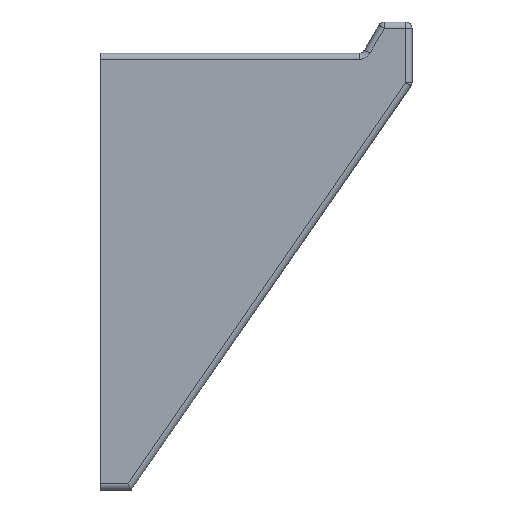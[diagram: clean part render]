
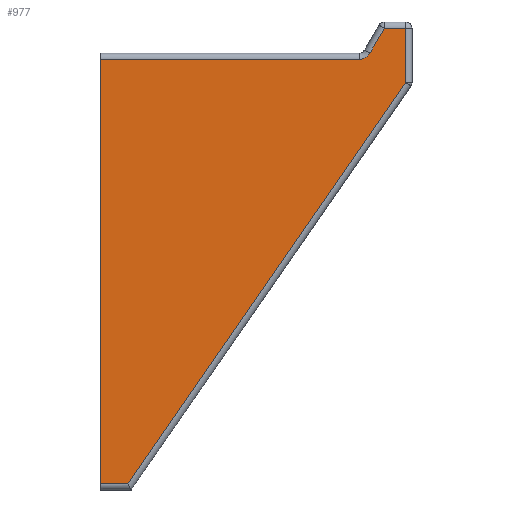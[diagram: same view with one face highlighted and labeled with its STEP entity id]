
A CAD part, front view. The second image highlights one B-rep face of the part: STEP entity #977.
In plain terms, the highlighted planar face has unit normal (0, -1, 0).
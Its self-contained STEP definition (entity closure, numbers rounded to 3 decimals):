
#94 = PLANE('',#95);
#95 = AXIS2_PLACEMENT_3D('',#96,#97,#98);
#96 = CARTESIAN_POINT('',(0.,0.,-70.));
#97 = DIRECTION('',(-1.,0.,0.));
#98 = DIRECTION('',(0.,0.,1.));
#200 = VERTEX_POINT('',#201);
#201 = CARTESIAN_POINT('',(0.,-70.,-69.));
#216 = CYLINDRICAL_SURFACE('',#217,1.);
#217 = AXIS2_PLACEMENT_3D('',#218,#219,#220);
#218 = CARTESIAN_POINT('',(5.,-69.,-69.));
#219 = DIRECTION('',(-1.,0.,0.));
#220 = DIRECTION('',(0.,0.,-1.));
#228 = EDGE_CURVE('',#200,#229,#231,.T.);
#229 = VERTEX_POINT('',#230);
#230 = CARTESIAN_POINT('',(0.,-70.,-1.));
#231 = SURFACE_CURVE('',#232,(#236,#243),.PCURVE_S1.);
#232 = LINE('',#233,#234);
#233 = CARTESIAN_POINT('',(0.,-70.,-70.));
#234 = VECTOR('',#235,1.);
#235 = DIRECTION('',(0.,0.,1.));
#236 = PCURVE('',#94,#237);
#237 = DEFINITIONAL_REPRESENTATION('',(#238),#242);
#238 = LINE('',#239,#240);
#239 = CARTESIAN_POINT('',(0.,-70.));
#240 = VECTOR('',#241,1.);
#241 = DIRECTION('',(1.,0.));
#242 = ( GEOMETRIC_REPRESENTATION_CONTEXT(2) 
PARAMETRIC_REPRESENTATION_CONTEXT() REPRESENTATION_CONTEXT('2D SPACE',''
  ) );
#243 = PCURVE('',#244,#249);
#244 = PLANE('',#245);
#245 = AXIS2_PLACEMENT_3D('',#246,#247,#248);
#246 = CARTESIAN_POINT('',(18.725,-70.,-26.39));
#247 = DIRECTION('',(0.,1.,0.));
#248 = DIRECTION('',(0.,0.,1.));
#249 = DEFINITIONAL_REPRESENTATION('',(#250),#254);
#250 = LINE('',#251,#252);
#251 = CARTESIAN_POINT('',(-43.61,-18.725));
#252 = VECTOR('',#253,1.);
#253 = DIRECTION('',(1.,0.));
#254 = ( GEOMETRIC_REPRESENTATION_CONTEXT(2) 
PARAMETRIC_REPRESENTATION_CONTEXT() REPRESENTATION_CONTEXT('2D SPACE',''
  ) );
#277 = CYLINDRICAL_SURFACE('',#278,1.);
#278 = AXIS2_PLACEMENT_3D('',#279,#280,#281);
#279 = CARTESIAN_POINT('',(0.,-69.,-1.));
#280 = DIRECTION('',(1.,0.,0.));
#281 = DIRECTION('',(0.,0.,1.));
#751 = VERTEX_POINT('',#752);
#752 = CARTESIAN_POINT('',(4.476,-70.,-69.));
#772 = CYLINDRICAL_SURFACE('',#773,1.);
#773 = AXIS2_PLACEMENT_3D('',#774,#775,#776);
#774 = CARTESIAN_POINT('',(49.,-69.,-4.688));
#775 = DIRECTION('',(-0.569,0.,-0.822)
  );
#776 = DIRECTION('',(0.822,0.,-0.569)
  );
#789 = EDGE_CURVE('',#751,#200,#790,.T.);
#790 = SURFACE_CURVE('',#791,(#795,#802),.PCURVE_S1.);
#791 = LINE('',#792,#793);
#792 = CARTESIAN_POINT('',(5.,-70.,-69.));
#793 = VECTOR('',#794,1.);
#794 = DIRECTION('',(-1.,0.,0.));
#795 = PCURVE('',#216,#796);
#796 = DEFINITIONAL_REPRESENTATION('',(#797),#801);
#797 = LINE('',#798,#799);
#798 = CARTESIAN_POINT('',(1.571,0.));
#799 = VECTOR('',#800,1.);
#800 = DIRECTION('',(0.,1.));
#801 = ( GEOMETRIC_REPRESENTATION_CONTEXT(2) 
PARAMETRIC_REPRESENTATION_CONTEXT() REPRESENTATION_CONTEXT('2D SPACE',''
  ) );
#802 = PCURVE('',#244,#803);
#803 = DEFINITIONAL_REPRESENTATION('',(#804),#808);
#804 = LINE('',#805,#806);
#805 = CARTESIAN_POINT('',(-42.61,-13.725));
#806 = VECTOR('',#807,1.);
#807 = DIRECTION('',(-0.,-1.));
#808 = ( GEOMETRIC_REPRESENTATION_CONTEXT(2) 
PARAMETRIC_REPRESENTATION_CONTEXT() REPRESENTATION_CONTEXT('2D SPACE',''
  ) );
#977 = ADVANCED_FACE('',(#978),#244,.F.);
#978 = FACE_BOUND('',#979,.F.);
#979 = EDGE_LOOP('',(#980,#981,#1004,#1037,#1065,#1093,#1121,#1142));
#980 = ORIENTED_EDGE('',*,*,#228,.T.);
#981 = ORIENTED_EDGE('',*,*,#982,.T.);
#982 = EDGE_CURVE('',#229,#983,#985,.T.);
#983 = VERTEX_POINT('',#984);
#984 = CARTESIAN_POINT('',(41.536,-70.,-1.));
#985 = SURFACE_CURVE('',#986,(#990,#997),.PCURVE_S1.);
#986 = LINE('',#987,#988);
#987 = CARTESIAN_POINT('',(0.,-70.,-1.));
#988 = VECTOR('',#989,1.);
#989 = DIRECTION('',(1.,0.,0.));
#990 = PCURVE('',#244,#991);
#991 = DEFINITIONAL_REPRESENTATION('',(#992),#996);
#992 = LINE('',#993,#994);
#993 = CARTESIAN_POINT('',(25.39,-18.725));
#994 = VECTOR('',#995,1.);
#995 = DIRECTION('',(0.,1.));
#996 = ( GEOMETRIC_REPRESENTATION_CONTEXT(2) 
PARAMETRIC_REPRESENTATION_CONTEXT() REPRESENTATION_CONTEXT('2D SPACE',''
  ) );
#997 = PCURVE('',#277,#998);
#998 = DEFINITIONAL_REPRESENTATION('',(#999),#1003);
#999 = LINE('',#1000,#1001);
#1000 = CARTESIAN_POINT('',(1.571,0.));
#1001 = VECTOR('',#1002,1.);
#1002 = DIRECTION('',(0.,1.));
#1003 = ( GEOMETRIC_REPRESENTATION_CONTEXT(2) 
PARAMETRIC_REPRESENTATION_CONTEXT() REPRESENTATION_CONTEXT('2D SPACE',''
  ) );
#1004 = ORIENTED_EDGE('',*,*,#1005,.T.);
#1005 = EDGE_CURVE('',#983,#1006,#1008,.T.);
#1006 = VERTEX_POINT('',#1007);
#1007 = CARTESIAN_POINT('',(43.268,-70.,0.));
#1008 = SURFACE_CURVE('',#1009,(#1014,#1025),.PCURVE_S1.);
#1009 = CIRCLE('',#1010,2.);
#1010 = AXIS2_PLACEMENT_3D('',#1011,#1012,#1013);
#1011 = CARTESIAN_POINT('',(41.536,-70.,1.));
#1012 = DIRECTION('',(0.,-1.,0.));
#1013 = DIRECTION('',(0.,0.,-1.));
#1014 = PCURVE('',#244,#1015);
#1015 = DEFINITIONAL_REPRESENTATION('',(#1016),#1024);
#1016 = ( BOUNDED_CURVE() B_SPLINE_CURVE(2,(#1017,#1018,#1019,#1020,
#1021,#1022,#1023),.UNSPECIFIED.,.T.,.F.) B_SPLINE_CURVE_WITH_KNOTS((1,2
    ,2,2,2,1),(-2.094,0.,2.094,4.189,
6.283,8.378),.UNSPECIFIED.) CURVE() 
GEOMETRIC_REPRESENTATION_ITEM() RATIONAL_B_SPLINE_CURVE((1.,0.5,1.,0.5,
1.,0.5,1.)) REPRESENTATION_ITEM('') );
#1017 = CARTESIAN_POINT('',(25.39,22.811));
#1018 = CARTESIAN_POINT('',(25.39,26.275));
#1019 = CARTESIAN_POINT('',(28.39,24.543));
#1020 = CARTESIAN_POINT('',(31.39,22.811));
#1021 = CARTESIAN_POINT('',(28.39,21.079));
#1022 = CARTESIAN_POINT('',(25.39,19.347));
#1023 = CARTESIAN_POINT('',(25.39,22.811));
#1024 = ( GEOMETRIC_REPRESENTATION_CONTEXT(2) 
PARAMETRIC_REPRESENTATION_CONTEXT() REPRESENTATION_CONTEXT('2D SPACE',''
  ) );
#1025 = PCURVE('',#1026,#1031);
#1026 = TOROIDAL_SURFACE('',#1027,2.,1.);
#1027 = AXIS2_PLACEMENT_3D('',#1028,#1029,#1030);
#1028 = CARTESIAN_POINT('',(41.536,-69.,1.));
#1029 = DIRECTION('',(0.,1.,0.));
#1030 = DIRECTION('',(0.,0.,-1.));
#1031 = DEFINITIONAL_REPRESENTATION('',(#1032),#1036);
#1032 = LINE('',#1033,#1034);
#1033 = CARTESIAN_POINT('',(-0.,4.712));
#1034 = VECTOR('',#1035,1.);
#1035 = DIRECTION('',(-1.,0.));
#1036 = ( GEOMETRIC_REPRESENTATION_CONTEXT(2) 
PARAMETRIC_REPRESENTATION_CONTEXT() REPRESENTATION_CONTEXT('2D SPACE',''
  ) );
#1037 = ORIENTED_EDGE('',*,*,#1038,.T.);
#1038 = EDGE_CURVE('',#1006,#1039,#1041,.T.);
#1039 = VERTEX_POINT('',#1040);
#1040 = CARTESIAN_POINT('',(45.577,-70.,4.));
#1041 = SURFACE_CURVE('',#1042,(#1046,#1053),.PCURVE_S1.);
#1042 = LINE('',#1043,#1044);
#1043 = CARTESIAN_POINT('',(43.268,-70.,0.));
#1044 = VECTOR('',#1045,1.);
#1045 = DIRECTION('',(0.5,0.,0.866));
#1046 = PCURVE('',#244,#1047);
#1047 = DEFINITIONAL_REPRESENTATION('',(#1048),#1052);
#1048 = LINE('',#1049,#1050);
#1049 = CARTESIAN_POINT('',(26.39,24.543));
#1050 = VECTOR('',#1051,1.);
#1051 = DIRECTION('',(0.866,0.5));
#1052 = ( GEOMETRIC_REPRESENTATION_CONTEXT(2) 
PARAMETRIC_REPRESENTATION_CONTEXT() REPRESENTATION_CONTEXT('2D SPACE',''
  ) );
#1053 = PCURVE('',#1054,#1059);
#1054 = CYLINDRICAL_SURFACE('',#1055,1.);
#1055 = AXIS2_PLACEMENT_3D('',#1056,#1057,#1058);
#1056 = CARTESIAN_POINT('',(43.268,-69.,0.));
#1057 = DIRECTION('',(0.5,0.,0.866));
#1058 = DIRECTION('',(-0.866,0.,0.5));
#1059 = DEFINITIONAL_REPRESENTATION('',(#1060),#1064);
#1060 = LINE('',#1061,#1062);
#1061 = CARTESIAN_POINT('',(1.571,0.));
#1062 = VECTOR('',#1063,1.);
#1063 = DIRECTION('',(0.,1.));
#1064 = ( GEOMETRIC_REPRESENTATION_CONTEXT(2) 
PARAMETRIC_REPRESENTATION_CONTEXT() REPRESENTATION_CONTEXT('2D SPACE',''
  ) );
#1065 = ORIENTED_EDGE('',*,*,#1066,.T.);
#1066 = EDGE_CURVE('',#1039,#1067,#1069,.T.);
#1067 = VERTEX_POINT('',#1068);
#1068 = CARTESIAN_POINT('',(49.,-70.,4.));
#1069 = SURFACE_CURVE('',#1070,(#1074,#1081),.PCURVE_S1.);
#1070 = LINE('',#1071,#1072);
#1071 = CARTESIAN_POINT('',(45.577,-70.,4.));
#1072 = VECTOR('',#1073,1.);
#1073 = DIRECTION('',(1.,0.,0.));
#1074 = PCURVE('',#244,#1075);
#1075 = DEFINITIONAL_REPRESENTATION('',(#1076),#1080);
#1076 = LINE('',#1077,#1078);
#1077 = CARTESIAN_POINT('',(30.39,26.852));
#1078 = VECTOR('',#1079,1.);
#1079 = DIRECTION('',(0.,1.));
#1080 = ( GEOMETRIC_REPRESENTATION_CONTEXT(2) 
PARAMETRIC_REPRESENTATION_CONTEXT() REPRESENTATION_CONTEXT('2D SPACE',''
  ) );
#1081 = PCURVE('',#1082,#1087);
#1082 = CYLINDRICAL_SURFACE('',#1083,1.);
#1083 = AXIS2_PLACEMENT_3D('',#1084,#1085,#1086);
#1084 = CARTESIAN_POINT('',(45.577,-69.,4.));
#1085 = DIRECTION('',(1.,0.,0.));
#1086 = DIRECTION('',(0.,0.,1.));
#1087 = DEFINITIONAL_REPRESENTATION('',(#1088),#1092);
#1088 = LINE('',#1089,#1090);
#1089 = CARTESIAN_POINT('',(1.571,0.));
#1090 = VECTOR('',#1091,1.);
#1091 = DIRECTION('',(0.,1.));
#1092 = ( GEOMETRIC_REPRESENTATION_CONTEXT(2) 
PARAMETRIC_REPRESENTATION_CONTEXT() REPRESENTATION_CONTEXT('2D SPACE',''
  ) );
#1093 = ORIENTED_EDGE('',*,*,#1094,.T.);
#1094 = EDGE_CURVE('',#1067,#1095,#1097,.T.);
#1095 = VERTEX_POINT('',#1096);
#1096 = CARTESIAN_POINT('',(49.,-70.,-4.688));
#1097 = SURFACE_CURVE('',#1098,(#1102,#1109),.PCURVE_S1.);
#1098 = LINE('',#1099,#1100);
#1099 = CARTESIAN_POINT('',(49.,-70.,4.));
#1100 = VECTOR('',#1101,1.);
#1101 = DIRECTION('',(0.,0.,-1.));
#1102 = PCURVE('',#244,#1103);
#1103 = DEFINITIONAL_REPRESENTATION('',(#1104),#1108);
#1104 = LINE('',#1105,#1106);
#1105 = CARTESIAN_POINT('',(30.39,30.275));
#1106 = VECTOR('',#1107,1.);
#1107 = DIRECTION('',(-1.,0.));
#1108 = ( GEOMETRIC_REPRESENTATION_CONTEXT(2) 
PARAMETRIC_REPRESENTATION_CONTEXT() REPRESENTATION_CONTEXT('2D SPACE',''
  ) );
#1109 = PCURVE('',#1110,#1115);
#1110 = CYLINDRICAL_SURFACE('',#1111,1.);
#1111 = AXIS2_PLACEMENT_3D('',#1112,#1113,#1114);
#1112 = CARTESIAN_POINT('',(49.,-69.,4.));
#1113 = DIRECTION('',(0.,0.,-1.));
#1114 = DIRECTION('',(1.,0.,0.));
#1115 = DEFINITIONAL_REPRESENTATION('',(#1116),#1120);
#1116 = LINE('',#1117,#1118);
#1117 = CARTESIAN_POINT('',(1.571,0.));
#1118 = VECTOR('',#1119,1.);
#1119 = DIRECTION('',(0.,1.));
#1120 = ( GEOMETRIC_REPRESENTATION_CONTEXT(2) 
PARAMETRIC_REPRESENTATION_CONTEXT() REPRESENTATION_CONTEXT('2D SPACE',''
  ) );
#1121 = ORIENTED_EDGE('',*,*,#1122,.T.);
#1122 = EDGE_CURVE('',#1095,#751,#1123,.T.);
#1123 = SURFACE_CURVE('',#1124,(#1128,#1135),.PCURVE_S1.);
#1124 = LINE('',#1125,#1126);
#1125 = CARTESIAN_POINT('',(49.,-70.,-4.688));
#1126 = VECTOR('',#1127,1.);
#1127 = DIRECTION('',(-0.569,0.,-0.822)
  );
#1128 = PCURVE('',#244,#1129);
#1129 = DEFINITIONAL_REPRESENTATION('',(#1130),#1134);
#1130 = LINE('',#1131,#1132);
#1131 = CARTESIAN_POINT('',(21.703,30.275));
#1132 = VECTOR('',#1133,1.);
#1133 = DIRECTION('',(-0.822,-0.569));
#1134 = ( GEOMETRIC_REPRESENTATION_CONTEXT(2) 
PARAMETRIC_REPRESENTATION_CONTEXT() REPRESENTATION_CONTEXT('2D SPACE',''
  ) );
#1135 = PCURVE('',#772,#1136);
#1136 = DEFINITIONAL_REPRESENTATION('',(#1137),#1141);
#1137 = LINE('',#1138,#1139);
#1138 = CARTESIAN_POINT('',(1.571,0.));
#1139 = VECTOR('',#1140,1.);
#1140 = DIRECTION('',(0.,1.));
#1141 = ( GEOMETRIC_REPRESENTATION_CONTEXT(2) 
PARAMETRIC_REPRESENTATION_CONTEXT() REPRESENTATION_CONTEXT('2D SPACE',''
  ) );
#1142 = ORIENTED_EDGE('',*,*,#789,.T.);
